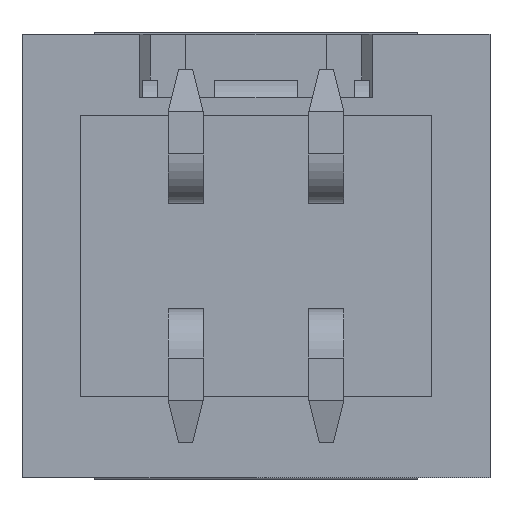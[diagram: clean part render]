
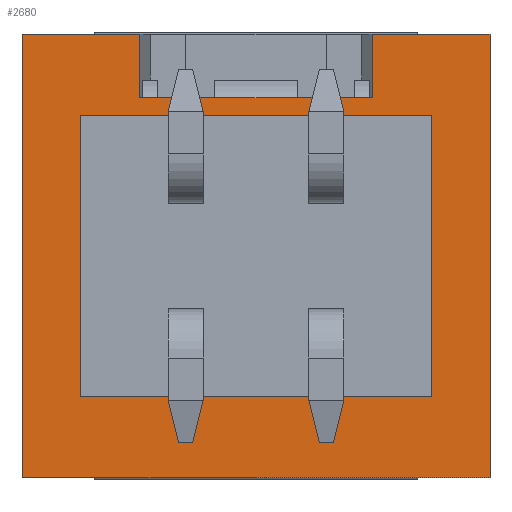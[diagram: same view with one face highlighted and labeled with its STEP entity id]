
A CAD part, front view. The second image highlights one B-rep face of the part: STEP entity #2680.
In plain terms, the highlighted planar face has unit normal (0, -1, 0).
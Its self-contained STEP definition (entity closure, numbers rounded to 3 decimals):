
#5=DIRECTION('',(1.,0.,0.));
#6=VECTOR('',#5,6.65);
#7=CARTESIAN_POINT('',(-3.325,-1.5,-3.15));
#8=LINE('',#7,#6);
#41=DIRECTION('',(0.,0.,1.));
#42=VECTOR('',#41,6.3);
#43=CARTESIAN_POINT('',(-3.325,-1.5,-3.15));
#44=LINE('',#43,#42);
#105=DIRECTION('',(0.,0.,1.));
#106=VECTOR('',#105,6.3);
#107=CARTESIAN_POINT('',(3.325,-1.5,-3.15));
#108=LINE('',#107,#106);
#481=DIRECTION('',(0.,0.,1.));
#482=VECTOR('',#481,4.);
#483=CARTESIAN_POINT('',(-2.5,-1.5,-2.));
#484=LINE('',#483,#482);
#485=DIRECTION('',(-1.,0.,0.));
#486=VECTOR('',#485,5.);
#487=CARTESIAN_POINT('',(2.5,-1.5,-2.));
#488=LINE('',#487,#486);
#489=DIRECTION('',(0.,0.,-1.));
#490=VECTOR('',#489,4.);
#491=CARTESIAN_POINT('',(2.5,-1.5,2.));
#492=LINE('',#491,#490);
#493=DIRECTION('',(1.,0.,0.));
#494=VECTOR('',#493,5.);
#495=CARTESIAN_POINT('',(-2.5,-1.5,2.));
#496=LINE('',#495,#494);
#497=DIRECTION('',(1.,0.,0.));
#498=VECTOR('',#497,3.3);
#499=CARTESIAN_POINT('',(-1.65,-1.5,2.25));
#500=LINE('',#499,#498);
#501=DIRECTION('',(0.,0.,-1.));
#502=VECTOR('',#501,0.9);
#503=CARTESIAN_POINT('',(1.65,-1.5,3.15));
#504=LINE('',#503,#502);
#505=DIRECTION('',(0.,0.,-1.));
#506=VECTOR('',#505,0.9);
#507=CARTESIAN_POINT('',(-1.65,-1.5,3.15));
#508=LINE('',#507,#506);
#529=DIRECTION('',(1.,0.,0.));
#530=VECTOR('',#529,1.675);
#531=CARTESIAN_POINT('',(-3.325,-1.5,3.15));
#532=LINE('',#531,#530);
#545=DIRECTION('',(1.,0.,0.));
#546=VECTOR('',#545,1.675);
#547=CARTESIAN_POINT('',(1.65,-1.5,3.15));
#548=LINE('',#547,#546);
#1613=CARTESIAN_POINT('',(-2.5,-1.5,-2.));
#1614=CARTESIAN_POINT('',(-2.5,-1.5,2.));
#1615=VERTEX_POINT('',#1613);
#1616=VERTEX_POINT('',#1614);
#1617=CARTESIAN_POINT('',(2.5,-1.5,2.));
#1618=VERTEX_POINT('',#1617);
#1619=CARTESIAN_POINT('',(2.5,-1.5,-2.));
#1620=VERTEX_POINT('',#1619);
#1629=CARTESIAN_POINT('',(-3.325,-1.5,-3.15));
#1630=VERTEX_POINT('',#1629);
#1631=CARTESIAN_POINT('',(3.325,-1.5,-3.15));
#1632=VERTEX_POINT('',#1631);
#1633=CARTESIAN_POINT('',(-3.325,-1.5,3.15));
#1634=VERTEX_POINT('',#1633);
#1635=CARTESIAN_POINT('',(3.325,-1.5,3.15));
#1636=VERTEX_POINT('',#1635);
#1745=CARTESIAN_POINT('',(-1.65,-1.5,3.15));
#1746=VERTEX_POINT('',#1745);
#1747=CARTESIAN_POINT('',(1.65,-1.5,3.15));
#1749=VERTEX_POINT('',#1747);
#1754=CARTESIAN_POINT('',(-1.65,-1.5,2.25));
#1756=VERTEX_POINT('',#1754);
#1757=CARTESIAN_POINT('',(1.65,-1.5,2.25));
#1759=VERTEX_POINT('',#1757);
#2654=CARTESIAN_POINT('',(0.,-1.5,-3.15));
#2655=DIRECTION('',(0.,-1.,0.));
#2656=DIRECTION('',(0.,0.,1.));
#2657=AXIS2_PLACEMENT_3D('',#2654,#2655,#2656);
#2658=PLANE('',#2657);
#2660=ORIENTED_EDGE('',*,*,#2659,.T.);
#2662=ORIENTED_EDGE('',*,*,#2661,.F.);
#2664=ORIENTED_EDGE('',*,*,#2663,.T.);
#2665=ORIENTED_EDGE('',*,*,#2228,.F.);
#2666=ORIENTED_EDGE('',*,*,#2124,.F.);
#2667=ORIENTED_EDGE('',*,*,#2152,.T.);
#2669=ORIENTED_EDGE('',*,*,#2668,.T.);
#2671=ORIENTED_EDGE('',*,*,#2670,.T.);
#2672=EDGE_LOOP('',(#2660,#2662,#2664,#2665,#2666,#2667,#2669,#2671));
#2673=FACE_OUTER_BOUND('',#2672,.F.);
#2674=ORIENTED_EDGE('',*,*,#2606,.F.);
#2675=ORIENTED_EDGE('',*,*,#2621,.F.);
#2676=ORIENTED_EDGE('',*,*,#2635,.F.);
#2677=ORIENTED_EDGE('',*,*,#2648,.F.);
#2678=EDGE_LOOP('',(#2674,#2675,#2676,#2677));
#2679=FACE_BOUND('',#2678,.F.);
#2680=ADVANCED_FACE('',(#2673,#2679),#2658,.T.);
#2124=EDGE_CURVE('',#1630,#1632,#8,.T.);
#2152=EDGE_CURVE('',#1630,#1634,#44,.T.);
#2228=EDGE_CURVE('',#1632,#1636,#108,.T.);
#2606=EDGE_CURVE('',#1615,#1616,#484,.T.);
#2621=EDGE_CURVE('',#1620,#1615,#488,.T.);
#2635=EDGE_CURVE('',#1618,#1620,#492,.T.);
#2648=EDGE_CURVE('',#1616,#1618,#496,.T.);
#2659=EDGE_CURVE('',#1756,#1759,#500,.T.);
#2661=EDGE_CURVE('',#1749,#1759,#504,.T.);
#2663=EDGE_CURVE('',#1749,#1636,#548,.T.);
#2668=EDGE_CURVE('',#1634,#1746,#532,.T.);
#2670=EDGE_CURVE('',#1746,#1756,#508,.T.);
